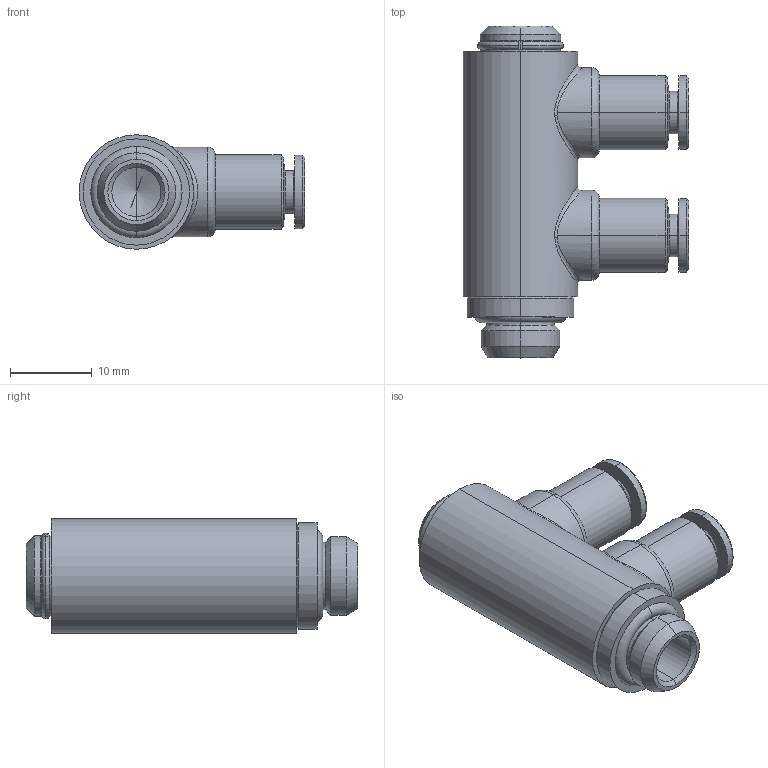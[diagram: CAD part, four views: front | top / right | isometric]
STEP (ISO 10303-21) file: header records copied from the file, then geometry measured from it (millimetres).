
FILE_DESCRIPTION (( 'STEP AP203' ), '1' );
FILE_NAME ('A0310011.STEP', '2009-04-09T11:58:18', ( '' ), ( 'sopra-pneumatic' ), 'SwSTEP 2.0', 'SolidWorks 2009', '' );
FILE_SCHEMA (( 'CONFIG_CONTROL_DESIGN' ));
Length unit declared in the file: millimetre
Products named in the file (1): A0310011
Bounding box: 27.6 x 40.6 x 14 mm (x, y, z)
Volume: 6002.5 mm3; surface area: 4097.8 mm2
Topology: 2 solids, 2 shells, 121 faces, 264 edges, 156 vertices
Faces by surface type: cylinder 42, cone 40, plane 27, torus 8, bspline 4
Entity records: 4339 total; most frequent: CARTESIAN_POINT 1596, DIRECTION 600, ORIENTED_EDGE 520, EDGE_CURVE 260, AXIS2_PLACEMENT_3D 250, VERTEX_POINT 156, EDGE_LOOP 138, CIRCLE 132
